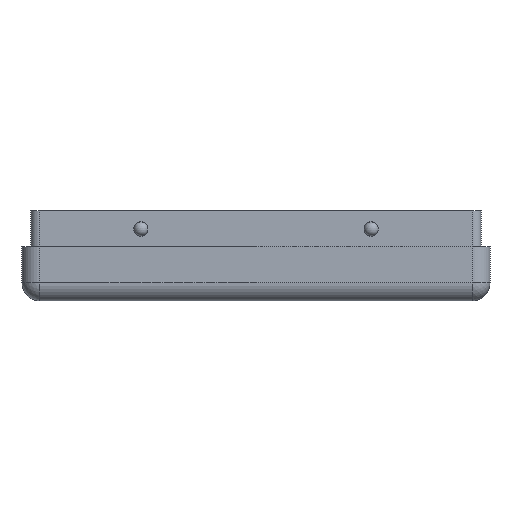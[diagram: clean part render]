
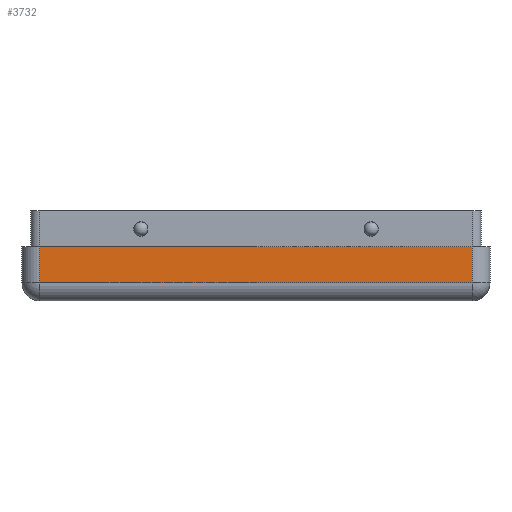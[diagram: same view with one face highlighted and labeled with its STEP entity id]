
A CAD part, left-side view. The second image highlights one B-rep face of the part: STEP entity #3732.
In plain terms, the highlighted planar face has unit normal (-1, 0, 0).
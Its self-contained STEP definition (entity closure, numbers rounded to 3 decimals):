
#948 = PLANE('',#949);
#949 = AXIS2_PLACEMENT_3D('',#950,#951,#952);
#950 = CARTESIAN_POINT('',(-2.5,0.,5.));
#951 = DIRECTION('',(0.,0.,1.));
#952 = DIRECTION('',(1.,0.,0.));
#2096 = EDGE_CURVE('',#2097,#2099,#2101,.T.);
#2097 = VERTEX_POINT('',#2098);
#2098 = CARTESIAN_POINT('',(-2.5,0.,5.));
#2099 = VERTEX_POINT('',#2100);
#2100 = CARTESIAN_POINT('',(-2.5,60.,5.));
#2101 = SURFACE_CURVE('',#2102,(#2106,#2113),.PCURVE_S1.);
#2102 = LINE('',#2103,#2104);
#2103 = CARTESIAN_POINT('',(-2.5,0.,5.));
#2104 = VECTOR('',#2105,1.);
#2105 = DIRECTION('',(0.,1.,0.));
#2106 = PCURVE('',#948,#2107);
#2107 = DEFINITIONAL_REPRESENTATION('',(#2108),#2112);
#2108 = LINE('',#2109,#2110);
#2109 = CARTESIAN_POINT('',(0.,0.));
#2110 = VECTOR('',#2111,1.);
#2111 = DIRECTION('',(0.,1.));
#2112 = ( GEOMETRIC_REPRESENTATION_CONTEXT(2) 
PARAMETRIC_REPRESENTATION_CONTEXT() REPRESENTATION_CONTEXT('2D SPACE',''
  ) );
#2113 = PCURVE('',#2114,#2119);
#2114 = PLANE('',#2115);
#2115 = AXIS2_PLACEMENT_3D('',#2116,#2117,#2118);
#2116 = CARTESIAN_POINT('',(-2.5,0.,0.));
#2117 = DIRECTION('',(1.,0.,0.));
#2118 = DIRECTION('',(0.,0.,1.));
#2119 = DEFINITIONAL_REPRESENTATION('',(#2120),#2124);
#2120 = LINE('',#2121,#2122);
#2121 = CARTESIAN_POINT('',(5.,0.));
#2122 = VECTOR('',#2123,1.);
#2123 = DIRECTION('',(0.,-1.));
#2124 = ( GEOMETRIC_REPRESENTATION_CONTEXT(2) 
PARAMETRIC_REPRESENTATION_CONTEXT() REPRESENTATION_CONTEXT('2D SPACE',''
  ) );
#2143 = CYLINDRICAL_SURFACE('',#2144,2.5);
#2144 = AXIS2_PLACEMENT_3D('',#2145,#2146,#2147);
#2145 = CARTESIAN_POINT('',(0.,0.,0.));
#2146 = DIRECTION('',(0.,0.,1.));
#2147 = DIRECTION('',(0.,1.,0.));
#2312 = CYLINDRICAL_SURFACE('',#2313,2.5);
#2313 = AXIS2_PLACEMENT_3D('',#2314,#2315,#2316);
#2314 = CARTESIAN_POINT('',(0.,60.,0.));
#2315 = DIRECTION('',(0.,0.,1.));
#2316 = DIRECTION('',(0.,-1.,0.));
#2723 = CYLINDRICAL_SURFACE('',#2724,2.5);
#2724 = AXIS2_PLACEMENT_3D('',#2725,#2726,#2727);
#2725 = CARTESIAN_POINT('',(0.,0.,0.));
#2726 = DIRECTION('',(0.,1.,0.));
#2727 = DIRECTION('',(0.,0.,1.));
#3732 = ADVANCED_FACE('',(#3733),#2114,.F.);
#3733 = FACE_BOUND('',#3734,.F.);
#3734 = EDGE_LOOP('',(#3735,#3736,#3759,#3782));
#3735 = ORIENTED_EDGE('',*,*,#2096,.F.);
#3736 = ORIENTED_EDGE('',*,*,#3737,.F.);
#3737 = EDGE_CURVE('',#3738,#2097,#3740,.T.);
#3738 = VERTEX_POINT('',#3739);
#3739 = CARTESIAN_POINT('',(-2.5,0.,0.));
#3740 = SURFACE_CURVE('',#3741,(#3745,#3752),.PCURVE_S1.);
#3741 = LINE('',#3742,#3743);
#3742 = CARTESIAN_POINT('',(-2.5,0.,0.));
#3743 = VECTOR('',#3744,1.);
#3744 = DIRECTION('',(0.,0.,1.));
#3745 = PCURVE('',#2114,#3746);
#3746 = DEFINITIONAL_REPRESENTATION('',(#3747),#3751);
#3747 = LINE('',#3748,#3749);
#3748 = CARTESIAN_POINT('',(0.,0.));
#3749 = VECTOR('',#3750,1.);
#3750 = DIRECTION('',(1.,0.));
#3751 = ( GEOMETRIC_REPRESENTATION_CONTEXT(2) 
PARAMETRIC_REPRESENTATION_CONTEXT() REPRESENTATION_CONTEXT('2D SPACE',''
  ) );
#3752 = PCURVE('',#2143,#3753);
#3753 = DEFINITIONAL_REPRESENTATION('',(#3754),#3758);
#3754 = LINE('',#3755,#3756);
#3755 = CARTESIAN_POINT('',(1.571,0.));
#3756 = VECTOR('',#3757,1.);
#3757 = DIRECTION('',(0.,1.));
#3758 = ( GEOMETRIC_REPRESENTATION_CONTEXT(2) 
PARAMETRIC_REPRESENTATION_CONTEXT() REPRESENTATION_CONTEXT('2D SPACE',''
  ) );
#3759 = ORIENTED_EDGE('',*,*,#3760,.T.);
#3760 = EDGE_CURVE('',#3738,#3761,#3763,.T.);
#3761 = VERTEX_POINT('',#3762);
#3762 = CARTESIAN_POINT('',(-2.5,60.,0.));
#3763 = SURFACE_CURVE('',#3764,(#3768,#3775),.PCURVE_S1.);
#3764 = LINE('',#3765,#3766);
#3765 = CARTESIAN_POINT('',(-2.5,0.,0.));
#3766 = VECTOR('',#3767,1.);
#3767 = DIRECTION('',(0.,1.,0.));
#3768 = PCURVE('',#2114,#3769);
#3769 = DEFINITIONAL_REPRESENTATION('',(#3770),#3774);
#3770 = LINE('',#3771,#3772);
#3771 = CARTESIAN_POINT('',(0.,0.));
#3772 = VECTOR('',#3773,1.);
#3773 = DIRECTION('',(0.,-1.));
#3774 = ( GEOMETRIC_REPRESENTATION_CONTEXT(2) 
PARAMETRIC_REPRESENTATION_CONTEXT() REPRESENTATION_CONTEXT('2D SPACE',''
  ) );
#3775 = PCURVE('',#2723,#3776);
#3776 = DEFINITIONAL_REPRESENTATION('',(#3777),#3781);
#3777 = LINE('',#3778,#3779);
#3778 = CARTESIAN_POINT('',(-1.571,0.));
#3779 = VECTOR('',#3780,1.);
#3780 = DIRECTION('',(-0.,1.));
#3781 = ( GEOMETRIC_REPRESENTATION_CONTEXT(2) 
PARAMETRIC_REPRESENTATION_CONTEXT() REPRESENTATION_CONTEXT('2D SPACE',''
  ) );
#3782 = ORIENTED_EDGE('',*,*,#3783,.T.);
#3783 = EDGE_CURVE('',#3761,#2099,#3784,.T.);
#3784 = SURFACE_CURVE('',#3785,(#3789,#3796),.PCURVE_S1.);
#3785 = LINE('',#3786,#3787);
#3786 = CARTESIAN_POINT('',(-2.5,60.,0.));
#3787 = VECTOR('',#3788,1.);
#3788 = DIRECTION('',(0.,0.,1.));
#3789 = PCURVE('',#2114,#3790);
#3790 = DEFINITIONAL_REPRESENTATION('',(#3791),#3795);
#3791 = LINE('',#3792,#3793);
#3792 = CARTESIAN_POINT('',(0.,-60.));
#3793 = VECTOR('',#3794,1.);
#3794 = DIRECTION('',(1.,0.));
#3795 = ( GEOMETRIC_REPRESENTATION_CONTEXT(2) 
PARAMETRIC_REPRESENTATION_CONTEXT() REPRESENTATION_CONTEXT('2D SPACE',''
  ) );
#3796 = PCURVE('',#2312,#3797);
#3797 = DEFINITIONAL_REPRESENTATION('',(#3798),#3802);
#3798 = LINE('',#3799,#3800);
#3799 = CARTESIAN_POINT('',(-1.571,0.));
#3800 = VECTOR('',#3801,1.);
#3801 = DIRECTION('',(-0.,1.));
#3802 = ( GEOMETRIC_REPRESENTATION_CONTEXT(2) 
PARAMETRIC_REPRESENTATION_CONTEXT() REPRESENTATION_CONTEXT('2D SPACE',''
  ) );
